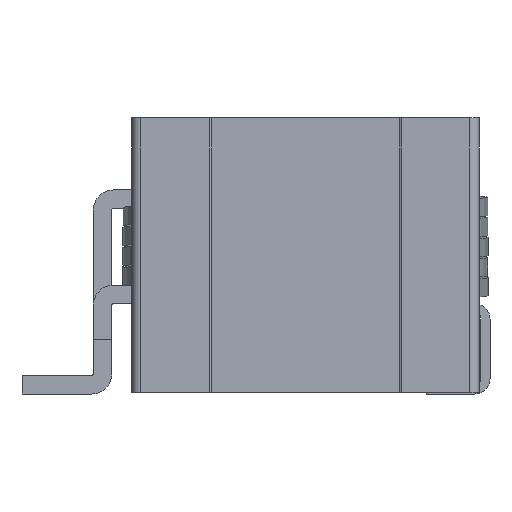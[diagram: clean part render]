
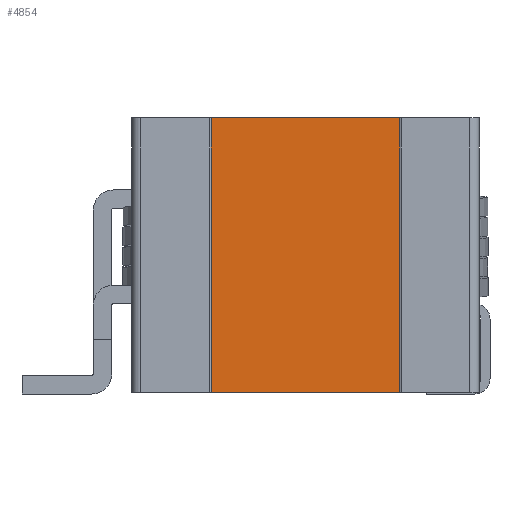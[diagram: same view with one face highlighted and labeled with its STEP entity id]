
A CAD part, front view. The second image highlights one B-rep face of the part: STEP entity #4854.
In plain terms, the highlighted face is planar.
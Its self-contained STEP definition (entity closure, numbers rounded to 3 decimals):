
#750=ORIENTED_EDGE('',*,*,#1558,.T.);
#751=ORIENTED_EDGE('',*,*,#1559,.T.);
#752=ORIENTED_EDGE('',*,*,#1560,.F.);
#753=ORIENTED_EDGE('',*,*,#1485,.F.);
#1485=EDGE_CURVE('',#1939,#1940,#2279,.T.);
#1558=EDGE_CURVE('',#1939,#1981,#2327,.T.);
#1559=EDGE_CURVE('',#1981,#1982,#2328,.T.);
#1560=EDGE_CURVE('',#1940,#1982,#2329,.T.);
#1939=VERTEX_POINT('',#7100);
#1940=VERTEX_POINT('',#7102);
#1981=VERTEX_POINT('',#7242);
#1982=VERTEX_POINT('',#7246);
#2279=LINE('',#7101,#2662);
#2327=LINE('',#7243,#2710);
#2328=LINE('',#7245,#2711);
#2329=LINE('',#7247,#2712);
#2662=VECTOR('',#5654,1000.);
#2710=VECTOR('',#5806,1000.);
#2711=VECTOR('',#5809,1000.);
#2712=VECTOR('',#5810,1000.);
#2986=EDGE_LOOP('',(#750,#751,#752,#753));
#3189=FACE_BOUND('',#2986,.T.);
#3356=PLANE('',#5137);
#4854=ADVANCED_FACE('',(#3189),#3356,.F.);
#5137=AXIS2_PLACEMENT_3D('',#7244,#5807,#5808);
#5654=DIRECTION('',(0.,-1.,0.));
#5806=DIRECTION('',(0.,0.,1.));
#5807=DIRECTION('',(-1.,0.,0.));
#5808=DIRECTION('',(0.,0.,1.));
#5809=DIRECTION('',(0.,-1.,0.));
#5810=DIRECTION('',(0.,0.,1.));
#7100=CARTESIAN_POINT('',(12.85,5.15,-0.01));
#7101=CARTESIAN_POINT('',(12.85,5.15,-0.01));
#7102=CARTESIAN_POINT('',(12.85,-5.15,-0.01));
#7242=CARTESIAN_POINT('',(12.85,5.15,14.99));
#7243=CARTESIAN_POINT('',(12.85,5.15,-0.01));
#7244=CARTESIAN_POINT('',(12.85,5.15,-0.01));
#7245=CARTESIAN_POINT('',(12.85,5.15,14.99));
#7246=CARTESIAN_POINT('',(12.85,-5.15,14.99));
#7247=CARTESIAN_POINT('',(12.85,-5.15,-0.01));
